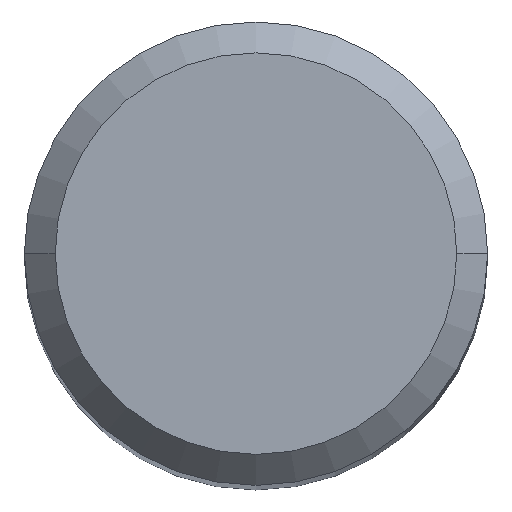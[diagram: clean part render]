
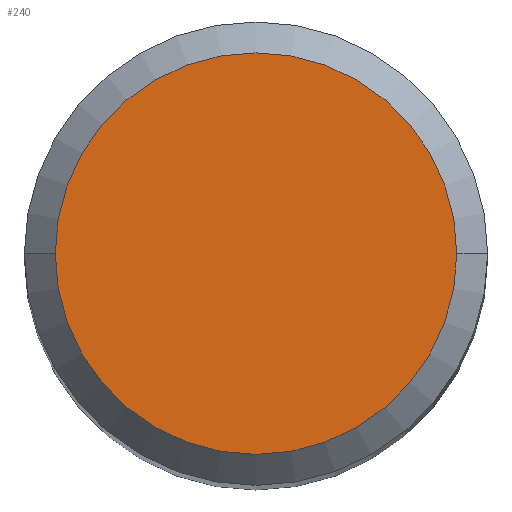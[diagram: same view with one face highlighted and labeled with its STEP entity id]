
A CAD part, top view. The second image highlights one B-rep face of the part: STEP entity #240.
In plain terms, the highlighted planar face has unit normal (0, 0, 1).
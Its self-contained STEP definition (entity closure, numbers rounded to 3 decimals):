
#18 = VERTEX_POINT ( 'NONE', #599 ) ;
#21 = VERTEX_POINT ( 'NONE', #595 ) ;
#69 = EDGE_CURVE ( 'NONE', #21, #18, #653, .T. ) ;
#96 = DIRECTION ( 'NONE',  ( 1., 0., 0. ) ) ;
#125 = CARTESIAN_POINT ( 'NONE',  ( 0., 0., 57. ) ) ;
#167 = DIRECTION ( 'NONE',  ( 0., 0., 1. ) ) ;
#232 = AXIS2_PLACEMENT_3D ( 'NONE', #699, #167, #96 ) ;
#239 = ORIENTED_EDGE ( 'NONE', *, *, #69, .T. ) ;
#240 = ADVANCED_FACE ( 'NONE', ( #425 ), #632, .T. ) ;
#252 = DIRECTION ( 'NONE',  ( 1., 0., 0. ) ) ;
#255 = ORIENTED_EDGE ( 'NONE', *, *, #373, .T. ) ;
#261 = CIRCLE ( 'NONE', #773, 2.6 ) ;
#314 = DIRECTION ( 'NONE',  ( 0., 0., 1. ) ) ;
#373 = EDGE_CURVE ( 'NONE', #18, #21, #261, .T. ) ;
#425 = FACE_OUTER_BOUND ( 'NONE', #784, .T. ) ;
#500 = DIRECTION ( 'NONE',  ( 1., 0., 0. ) ) ;
#595 = CARTESIAN_POINT ( 'NONE',  ( -2.6, 0., 57. ) ) ;
#599 = CARTESIAN_POINT ( 'NONE',  ( 2.6, 0., 57. ) ) ;
#632 = PLANE ( 'NONE',  #232 ) ;
#649 = CARTESIAN_POINT ( 'NONE',  ( 0., 0., 57. ) ) ;
#653 = CIRCLE ( 'NONE', #864, 2.6 ) ;
#699 = CARTESIAN_POINT ( 'NONE',  ( 0., 3., 57. ) ) ;
#773 = AXIS2_PLACEMENT_3D ( 'NONE', #649, #314, #252 ) ;
#784 = EDGE_LOOP ( 'NONE', ( #239, #255 ) ) ;
#864 = AXIS2_PLACEMENT_3D ( 'NONE', #125, #873, #500 ) ;
#873 = DIRECTION ( 'NONE',  ( 0., 0., 1. ) ) ;
